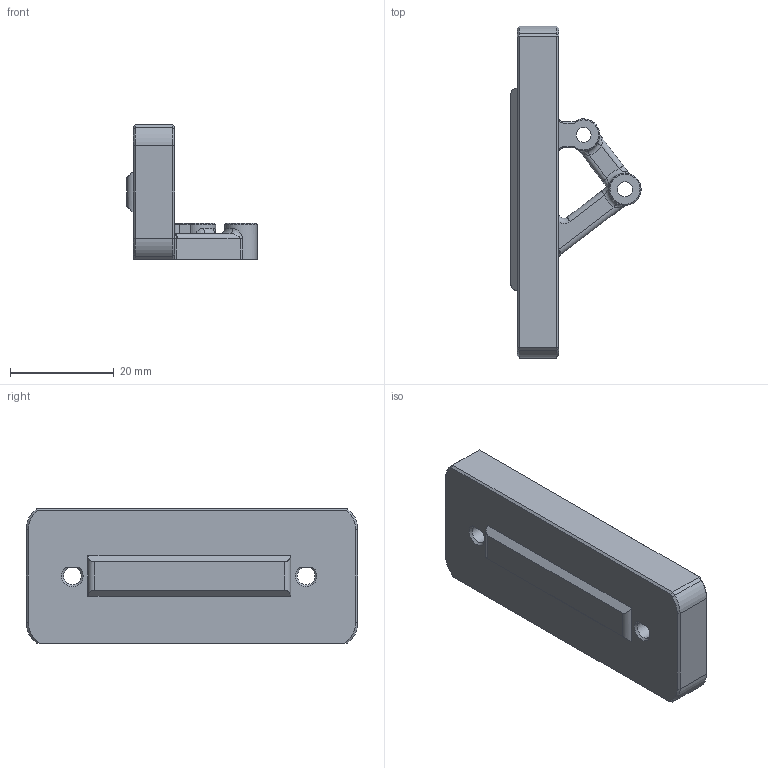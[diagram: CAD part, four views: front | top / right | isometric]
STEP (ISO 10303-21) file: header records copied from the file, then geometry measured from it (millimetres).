
FILE_DESCRIPTION(/* description */ (''),/* implementation_level */ '2;1');
FILE_NAME(/* name */ 'btt_sb2209_usb_bracket.step',/* time_stamp */ '2025-07-28T12:39:28+02:00',/* author */ (''),/* organization */ (''),/* preprocessor_version */ 'ST-DEVELOPER v20.1',/* originating_system */ 'Autodesk Translation Framework v14.10.0.0',/* authorisation */ '');
FILE_SCHEMA (('AUTOMOTIVE_DESIGN { 1 0 10303 214 3 1 1 }'));
Length unit declared in the file: millimetre
Products named in the file (1): btt_sb2209_usb_bracket
Bounding box: 25.12 x 64.05 x 26 mm (x, y, z)
Volume: 14115.5 mm3; surface area: 5785.4 mm2
Topology: 1 solids, 1 shells, 245 faces, 652 edges, 420 vertices
Faces by surface type: plane 129, bspline 69, cylinder 27, cone 16, torus 4
Full cylindrical faces by diameter (mm): 2.9 x2, 6.2 x1
Entity records: 8408 total; most frequent: CARTESIAN_POINT 2709, ORIENTED_EDGE 1302, DIRECTION 932, EDGE_CURVE 651, LINE 422, VECTOR 422, VERTEX_POINT 420, EDGE_LOOP 267
